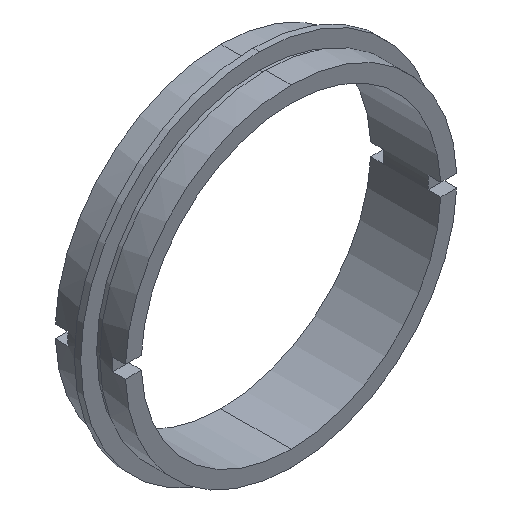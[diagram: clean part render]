
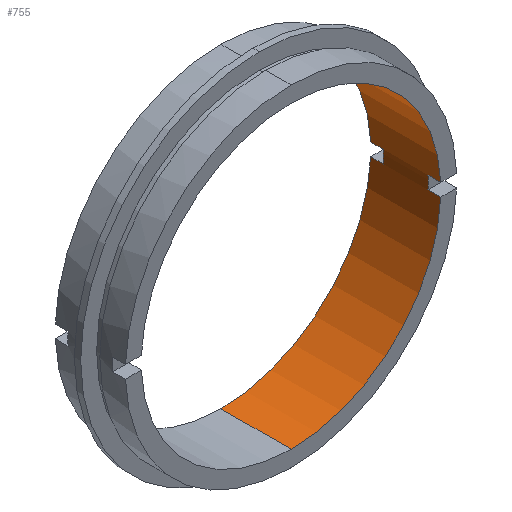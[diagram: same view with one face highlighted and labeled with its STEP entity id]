
A CAD part, isometric view. The second image highlights one B-rep face of the part: STEP entity #755.
In plain terms, the highlighted cylindrical face has radius 23.5 mm (diameter 47 mm), a partial arc.
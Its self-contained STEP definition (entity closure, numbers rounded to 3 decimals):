
#8 = CIRCLE ( 'NONE', #858, 23.5 ) ;
#19 = VECTOR ( 'NONE', #903, 1000. ) ;
#22 = ORIENTED_EDGE ( 'NONE', *, *, #122, .F. ) ;
#37 = VERTEX_POINT ( 'NONE', #38 ) ;
#38 = CARTESIAN_POINT ( 'NONE',  ( 23.479, 11., 1. ) ) ;
#51 = ORIENTED_EDGE ( 'NONE', *, *, #1073, .F. ) ;
#63 = CIRCLE ( 'NONE', #843, 23.5 ) ;
#74 = DIRECTION ( 'NONE',  ( 0., -1., 0. ) ) ;
#102 = EDGE_CURVE ( 'NONE', #1048, #1106, #374, .T. ) ;
#106 = ORIENTED_EDGE ( 'NONE', *, *, #391, .F. ) ;
#113 = LINE ( 'NONE', #941, #1029 ) ;
#122 = EDGE_CURVE ( 'NONE', #551, #593, #817, .T. ) ;
#140 = EDGE_CURVE ( 'NONE', #1048, #388, #793, .T. ) ;
#141 = DIRECTION ( 'NONE',  ( 0., 1., 0. ) ) ;
#153 = EDGE_CURVE ( 'NONE', #890, #818, #761, .T. ) ;
#154 = DIRECTION ( 'NONE',  ( 0., 0., 1. ) ) ;
#156 = CARTESIAN_POINT ( 'NONE',  ( 0., 0., 0. ) ) ;
#163 = DIRECTION ( 'NONE',  ( 0., 1., 0. ) ) ;
#166 = CYLINDRICAL_SURFACE ( 'NONE', #1142, 23.5 ) ;
#180 = EDGE_CURVE ( 'NONE', #980, #551, #63, .T. ) ;
#188 = ORIENTED_EDGE ( 'NONE', *, *, #153, .F. ) ;
#207 = VECTOR ( 'NONE', #823, 1000. ) ;
#225 = VECTOR ( 'NONE', #630, 1000. ) ;
#250 = DIRECTION ( 'NONE',  ( 0., 0., 1. ) ) ;
#251 = AXIS2_PLACEMENT_3D ( 'NONE', #513, #1056, #425 ) ;
#254 = LINE ( 'NONE', #1081, #19 ) ;
#290 = CARTESIAN_POINT ( 'NONE',  ( 23.479, 22.677, -1. ) ) ;
#314 = ORIENTED_EDGE ( 'NONE', *, *, #715, .T. ) ;
#329 = EDGE_LOOP ( 'NONE', ( #22, #454, #794, #412, #1031, #442, #498, #782, #51, #188, #106, #314 ) ) ;
#334 = CARTESIAN_POINT ( 'NONE',  ( 23.479, 2., 1. ) ) ;
#343 = DIRECTION ( 'NONE',  ( 0., 1., 0. ) ) ;
#349 = VECTOR ( 'NONE', #681, 1000. ) ;
#360 = EDGE_CURVE ( 'NONE', #1106, #37, #752, .T. ) ;
#366 = CARTESIAN_POINT ( 'NONE',  ( 0., 11., 0. ) ) ;
#374 = LINE ( 'NONE', #770, #349 ) ;
#388 = VERTEX_POINT ( 'NONE', #992 ) ;
#391 = EDGE_CURVE ( 'NONE', #696, #890, #254, .T. ) ;
#408 = EDGE_CURVE ( 'NONE', #905, #980, #725, .T. ) ;
#412 = ORIENTED_EDGE ( 'NONE', *, *, #583, .F. ) ;
#424 = AXIS2_PLACEMENT_3D ( 'NONE', #156, #775, #250 ) ;
#425 = DIRECTION ( 'NONE',  ( 0., 0., 1. ) ) ;
#428 = CARTESIAN_POINT ( 'NONE',  ( 23.479, 0., -1. ) ) ;
#442 = ORIENTED_EDGE ( 'NONE', *, *, #140, .F. ) ;
#451 = DIRECTION ( 'NONE',  ( 0., 0., 1. ) ) ;
#454 = ORIENTED_EDGE ( 'NONE', *, *, #180, .F. ) ;
#459 = CARTESIAN_POINT ( 'NONE',  ( 0., 11., -23.5 ) ) ;
#498 = ORIENTED_EDGE ( 'NONE', *, *, #102, .T. ) ;
#513 = CARTESIAN_POINT ( 'NONE',  ( 0., 11., 0. ) ) ;
#551 = VERTEX_POINT ( 'NONE', #635 ) ;
#579 = DIRECTION ( 'NONE',  ( 0., 1., 0. ) ) ;
#583 = EDGE_CURVE ( 'NONE', #765, #905, #8, .T. ) ;
#593 = VERTEX_POINT ( 'NONE', #459 ) ;
#596 = CARTESIAN_POINT ( 'NONE',  ( 0., 9., 0. ) ) ;
#630 = DIRECTION ( 'NONE',  ( 0., -1., 0. ) ) ;
#635 = CARTESIAN_POINT ( 'NONE',  ( 0., 0., -23.5 ) ) ;
#639 = CARTESIAN_POINT ( 'NONE',  ( 0., 11., 23.5 ) ) ;
#662 = CARTESIAN_POINT ( 'NONE',  ( 23.479, 2., -1. ) ) ;
#663 = AXIS2_PLACEMENT_3D ( 'NONE', #596, #74, #689 ) ;
#670 = CARTESIAN_POINT ( 'NONE',  ( 0., 22.677, -23.5 ) ) ;
#671 = LINE ( 'NONE', #917, #207 ) ;
#672 = CARTESIAN_POINT ( 'NONE',  ( 23.479, 9., 1. ) ) ;
#681 = DIRECTION ( 'NONE',  ( 0., 1., 0. ) ) ;
#689 = DIRECTION ( 'NONE',  ( 0., 0., -1. ) ) ;
#692 = CARTESIAN_POINT ( 'NONE',  ( 0., 0., 0. ) ) ;
#696 = VERTEX_POINT ( 'NONE', #970 ) ;
#715 = EDGE_CURVE ( 'NONE', #696, #593, #1017, .T. ) ;
#722 = FACE_OUTER_BOUND ( 'NONE', #329, .T. ) ;
#725 = LINE ( 'NONE', #290, #225 ) ;
#752 = CIRCLE ( 'NONE', #763, 23.5 ) ;
#755 = ADVANCED_FACE ( 'NONE', ( #722 ), #166, .F. ) ;
#757 = CARTESIAN_POINT ( 'NONE',  ( 23.479, 9., -1. ) ) ;
#761 = CIRCLE ( 'NONE', #663, 23.5 ) ;
#763 = AXIS2_PLACEMENT_3D ( 'NONE', #366, #998, #451 ) ;
#765 = VERTEX_POINT ( 'NONE', #334 ) ;
#770 = CARTESIAN_POINT ( 'NONE',  ( 0., 22.677, 23.5 ) ) ;
#774 = CARTESIAN_POINT ( 'NONE',  ( 0., 22.677, 0. ) ) ;
#775 = DIRECTION ( 'NONE',  ( 0., 1., 0. ) ) ;
#782 = ORIENTED_EDGE ( 'NONE', *, *, #360, .T. ) ;
#786 = DIRECTION ( 'NONE',  ( 0., 0., 1. ) ) ;
#793 = CIRCLE ( 'NONE', #424, 23.5 ) ;
#794 = ORIENTED_EDGE ( 'NONE', *, *, #408, .F. ) ;
#817 = LINE ( 'NONE', #670, #1033 ) ;
#818 = VERTEX_POINT ( 'NONE', #672 ) ;
#823 = DIRECTION ( 'NONE',  ( 0., 1., 0. ) ) ;
#826 = CARTESIAN_POINT ( 'NONE',  ( 0., 0., 23.5 ) ) ;
#827 = EDGE_CURVE ( 'NONE', #388, #765, #113, .T. ) ;
#843 = AXIS2_PLACEMENT_3D ( 'NONE', #692, #163, #786 ) ;
#858 = AXIS2_PLACEMENT_3D ( 'NONE', #1145, #876, #869 ) ;
#869 = DIRECTION ( 'NONE',  ( 0., 0., 1. ) ) ;
#876 = DIRECTION ( 'NONE',  ( 0., 1., 0. ) ) ;
#890 = VERTEX_POINT ( 'NONE', #757 ) ;
#903 = DIRECTION ( 'NONE',  ( 0., -1., 0. ) ) ;
#905 = VERTEX_POINT ( 'NONE', #662 ) ;
#917 = CARTESIAN_POINT ( 'NONE',  ( 23.479, 22.677, 1. ) ) ;
#941 = CARTESIAN_POINT ( 'NONE',  ( 23.479, 22.677, 1. ) ) ;
#970 = CARTESIAN_POINT ( 'NONE',  ( 23.479, 11., -1. ) ) ;
#980 = VERTEX_POINT ( 'NONE', #428 ) ;
#992 = CARTESIAN_POINT ( 'NONE',  ( 23.479, 0., 1. ) ) ;
#998 = DIRECTION ( 'NONE',  ( 0., 1., 0. ) ) ;
#1017 = CIRCLE ( 'NONE', #251, 23.5 ) ;
#1029 = VECTOR ( 'NONE', #141, 1000. ) ;
#1031 = ORIENTED_EDGE ( 'NONE', *, *, #827, .F. ) ;
#1033 = VECTOR ( 'NONE', #579, 1000. ) ;
#1048 = VERTEX_POINT ( 'NONE', #826 ) ;
#1056 = DIRECTION ( 'NONE',  ( 0., 1., 0. ) ) ;
#1073 = EDGE_CURVE ( 'NONE', #818, #37, #671, .T. ) ;
#1081 = CARTESIAN_POINT ( 'NONE',  ( 23.479, 22.677, -1. ) ) ;
#1106 = VERTEX_POINT ( 'NONE', #639 ) ;
#1142 = AXIS2_PLACEMENT_3D ( 'NONE', #774, #343, #154 ) ;
#1145 = CARTESIAN_POINT ( 'NONE',  ( 0., 2., 0. ) ) ;
